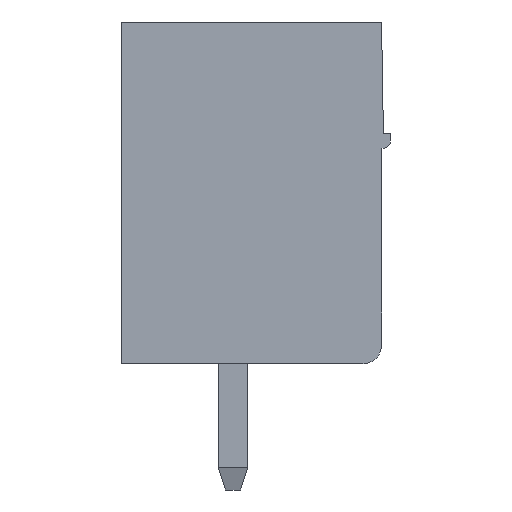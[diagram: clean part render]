
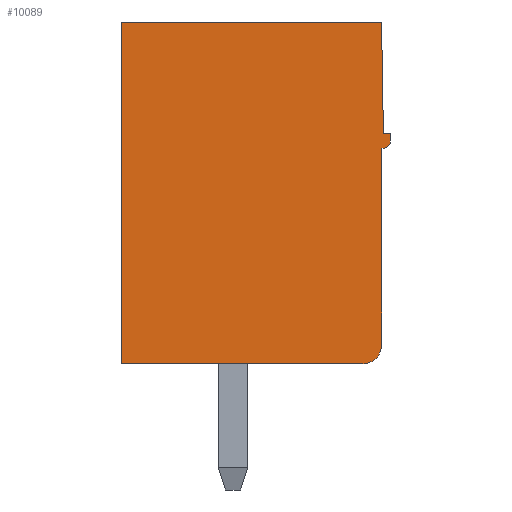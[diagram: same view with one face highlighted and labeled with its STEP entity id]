
A CAD part, left-side view. The second image highlights one B-rep face of the part: STEP entity #10089.
In plain terms, the highlighted planar face has unit normal (-1, 0, 0).
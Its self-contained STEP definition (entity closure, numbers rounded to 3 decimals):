
#381 = CARTESIAN_POINT ( 'NONE',  ( -30.48, 0.2, 6. ) ) ;
#556 = LINE ( 'NONE', #17088, #15846 ) ;
#805 = VECTOR ( 'NONE', #19878, 1000. ) ;
#1517 = CARTESIAN_POINT ( 'NONE',  ( -30.48, 0.2, 5.8 ) ) ;
#2226 = CARTESIAN_POINT ( 'NONE',  ( -30.48, 7.24, 0. ) ) ;
#3251 = VERTEX_POINT ( 'NONE', #23641 ) ;
#3389 = ORIENTED_EDGE ( 'NONE', *, *, #17211, .T. ) ;
#3475 = PLANE ( 'NONE',  #14860 ) ;
#3841 = ORIENTED_EDGE ( 'NONE', *, *, #17762, .T. ) ;
#4545 = CARTESIAN_POINT ( 'NONE',  ( -30.48, 7.24, 0. ) ) ;
#5298 = ORIENTED_EDGE ( 'NONE', *, *, #21414, .F. ) ;
#5661 = DIRECTION ( 'NONE',  ( 0., 1., 0. ) ) ;
#6119 = LINE ( 'NONE', #14384, #13957 ) ;
#6294 = EDGE_LOOP ( 'NONE', ( #11109, #8398, #3389, #3841, #14198, #5298, #18976, #16903, #25973, #23399 ) ) ;
#6970 = VERTEX_POINT ( 'NONE', #19560 ) ;
#7104 = AXIS2_PLACEMENT_3D ( 'NONE', #23065, #10574, #8685 ) ;
#7257 = EDGE_CURVE ( 'NONE', #6970, #19685, #6119, .T. ) ;
#7668 = LINE ( 'NONE', #18113, #10526 ) ;
#7926 = CARTESIAN_POINT ( 'NONE',  ( -30.48, 7.24, 0. ) ) ;
#8129 = VERTEX_POINT ( 'NONE', #14729 ) ;
#8398 = ORIENTED_EDGE ( 'NONE', *, *, #10084, .T. ) ;
#8480 = VERTEX_POINT ( 'NONE', #2226 ) ;
#8685 = DIRECTION ( 'NONE',  ( 0., -1., 0. ) ) ;
#8880 = CIRCLE ( 'NONE', #17535, 0.2 ) ;
#9961 = VERTEX_POINT ( 'NONE', #17314 ) ;
#10033 = DIRECTION ( 'NONE',  ( 1., 0., 0. ) ) ;
#10084 = EDGE_CURVE ( 'NONE', #8480, #25238, #7668, .T. ) ;
#10089 = ADVANCED_FACE ( 'NONE', ( #13778 ), #3475, .T. ) ;
#10177 = CARTESIAN_POINT ( 'NONE',  ( -30.48, 0., 5.8 ) ) ;
#10321 = LINE ( 'NONE', #10177, #10742 ) ;
#10452 = DIRECTION ( 'NONE',  ( 0., 0.017, 1. ) ) ;
#10526 = VECTOR ( 'NONE', #15937, 1000. ) ;
#10574 = DIRECTION ( 'NONE',  ( -1., 0., 0. ) ) ;
#10742 = VECTOR ( 'NONE', #16022, 1000. ) ;
#10765 = EDGE_CURVE ( 'NONE', #8129, #6970, #22745, .T. ) ;
#11109 = ORIENTED_EDGE ( 'NONE', *, *, #14142, .F. ) ;
#11151 = CARTESIAN_POINT ( 'NONE',  ( -30.48, 0., 6. ) ) ;
#11341 = LINE ( 'NONE', #21664, #805 ) ;
#11576 = VECTOR ( 'NONE', #19460, 1000. ) ;
#11806 = VERTEX_POINT ( 'NONE', #11151 ) ;
#13778 = FACE_OUTER_BOUND ( 'NONE', #6294, .T. ) ;
#13957 = VECTOR ( 'NONE', #10452, 1000. ) ;
#14142 = EDGE_CURVE ( 'NONE', #8480, #3251, #23132, .T. ) ;
#14198 = ORIENTED_EDGE ( 'NONE', *, *, #14717, .T. ) ;
#14294 = DIRECTION ( 'NONE',  ( 0., 0., 1. ) ) ;
#14384 = CARTESIAN_POINT ( 'NONE',  ( -30.48, 0.19, 6.2 ) ) ;
#14461 = CARTESIAN_POINT ( 'NONE',  ( -30.48, 0.19, 6.2 ) ) ;
#14717 = EDGE_CURVE ( 'NONE', #9961, #17069, #10321, .T. ) ;
#14729 = CARTESIAN_POINT ( 'NONE',  ( -30.48, 0., 6.2 ) ) ;
#14860 = AXIS2_PLACEMENT_3D ( 'NONE', #7926, #18367, #14294 ) ;
#15846 = VECTOR ( 'NONE', #23602, 1000. ) ;
#15937 = DIRECTION ( 'NONE',  ( 0., -1., 0. ) ) ;
#16022 = DIRECTION ( 'NONE',  ( 0., -1., 0. ) ) ;
#16805 = VERTEX_POINT ( 'NONE', #25560 ) ;
#16903 = ORIENTED_EDGE ( 'NONE', *, *, #10765, .T. ) ;
#17069 = VERTEX_POINT ( 'NONE', #1517 ) ;
#17088 = CARTESIAN_POINT ( 'NONE',  ( -30.48, 3.62, 9.2 ) ) ;
#17211 = EDGE_CURVE ( 'NONE', #25238, #16805, #20958, .T. ) ;
#17314 = CARTESIAN_POINT ( 'NONE',  ( -30.48, 0.24, 5.8 ) ) ;
#17535 = AXIS2_PLACEMENT_3D ( 'NONE', #381, #10033, #23024 ) ;
#17762 = EDGE_CURVE ( 'NONE', #16805, #9961, #24224, .T. ) ;
#17964 = VECTOR ( 'NONE', #25855, 1000. ) ;
#18113 = CARTESIAN_POINT ( 'NONE',  ( -30.48, 3.62, 0. ) ) ;
#18367 = DIRECTION ( 'NONE',  ( -1., 0., 0. ) ) ;
#18976 = ORIENTED_EDGE ( 'NONE', *, *, #26748, .F. ) ;
#19460 = DIRECTION ( 'NONE',  ( 0., 0., 1. ) ) ;
#19560 = CARTESIAN_POINT ( 'NONE',  ( -30.48, 0.19, 6.2 ) ) ;
#19685 = VERTEX_POINT ( 'NONE', #26850 ) ;
#19878 = DIRECTION ( 'NONE',  ( 0., 0., -1. ) ) ;
#20277 = EDGE_CURVE ( 'NONE', #3251, #19685, #556, .T. ) ;
#20958 = CIRCLE ( 'NONE', #7104, 0.5 ) ;
#21414 = EDGE_CURVE ( 'NONE', #11806, #17069, #8880, .T. ) ;
#21664 = CARTESIAN_POINT ( 'NONE',  ( -30.48, 0., 0. ) ) ;
#21773 = CARTESIAN_POINT ( 'NONE',  ( -30.48, 0.24, 0. ) ) ;
#22745 = LINE ( 'NONE', #14461, #25301 ) ;
#23024 = DIRECTION ( 'NONE',  ( 0., 0., -1. ) ) ;
#23065 = CARTESIAN_POINT ( 'NONE',  ( -30.48, 0.74, 0.5 ) ) ;
#23132 = LINE ( 'NONE', #4545, #11576 ) ;
#23399 = ORIENTED_EDGE ( 'NONE', *, *, #20277, .F. ) ;
#23452 = CARTESIAN_POINT ( 'NONE',  ( -30.48, 0.74, 0. ) ) ;
#23602 = DIRECTION ( 'NONE',  ( 0., -1., 0. ) ) ;
#23641 = CARTESIAN_POINT ( 'NONE',  ( -30.48, 7.24, 9.2 ) ) ;
#24224 = LINE ( 'NONE', #21773, #17964 ) ;
#25238 = VERTEX_POINT ( 'NONE', #23452 ) ;
#25301 = VECTOR ( 'NONE', #5661, 1000. ) ;
#25560 = CARTESIAN_POINT ( 'NONE',  ( -30.48, 0.24, 0.5 ) ) ;
#25855 = DIRECTION ( 'NONE',  ( 0., 0., 1. ) ) ;
#25973 = ORIENTED_EDGE ( 'NONE', *, *, #7257, .T. ) ;
#26748 = EDGE_CURVE ( 'NONE', #8129, #11806, #11341, .T. ) ;
#26850 = CARTESIAN_POINT ( 'NONE',  ( -30.48, 0.24, 9.2 ) ) ;
